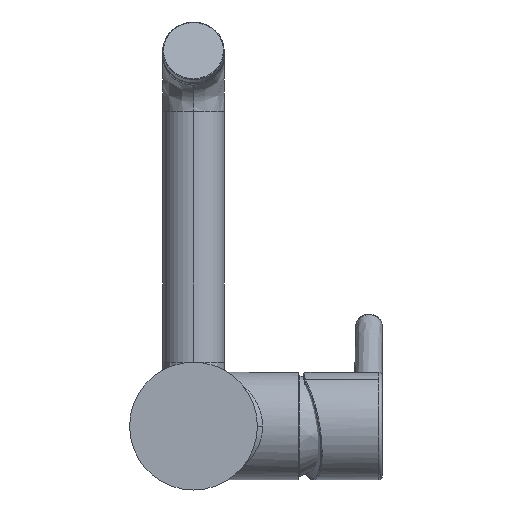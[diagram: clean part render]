
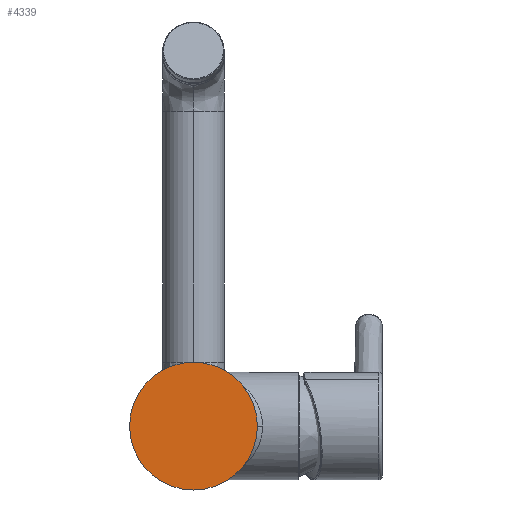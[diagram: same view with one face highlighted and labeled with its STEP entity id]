
A CAD part, front view. The second image highlights one B-rep face of the part: STEP entity #4339.
In plain terms, the highlighted planar face has unit normal (0, -1, 0).
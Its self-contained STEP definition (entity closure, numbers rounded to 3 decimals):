
#203 = DIRECTION ( 'NONE',  ( 0., 1., 0. ) ) ;
#388 = DIRECTION ( 'NONE',  ( 0., 1., 0. ) ) ;
#804 = CARTESIAN_POINT ( 'NONE',  ( 0., -5., 0. ) ) ;
#1105 = DIRECTION ( 'NONE',  ( 1., 0., 0. ) ) ;
#1728 = DIRECTION ( 'NONE',  ( 0., 1., 0. ) ) ;
#2620 = CIRCLE ( 'NONE', #3818, 25. ) ;
#3538 = VERTEX_POINT ( 'NONE', #8325 ) ;
#3572 = EDGE_CURVE ( 'NONE', #3538, #9919, #6103, .T. ) ;
#3809 = EDGE_LOOP ( 'NONE', ( #4866, #4324 ) ) ;
#3818 = AXIS2_PLACEMENT_3D ( 'NONE', #804, #1728, #11400 ) ;
#3873 = CARTESIAN_POINT ( 'NONE',  ( 0., -5., 0. ) ) ;
#4324 = ORIENTED_EDGE ( 'NONE', *, *, #3572, .F. ) ;
#4339 = ADVANCED_FACE ( 'NONE', ( #6497 ), #10705, .F. ) ;
#4866 = ORIENTED_EDGE ( 'NONE', *, *, #9947, .F. ) ;
#5843 = AXIS2_PLACEMENT_3D ( 'NONE', #3873, #388, #10919 ) ;
#6103 = CIRCLE ( 'NONE', #5843, 25. ) ;
#6497 = FACE_OUTER_BOUND ( 'NONE', #3809, .T. ) ;
#8181 = CARTESIAN_POINT ( 'NONE',  ( 0., -5., 0. ) ) ;
#8325 = CARTESIAN_POINT ( 'NONE',  ( 25., -5., 0. ) ) ;
#8820 = AXIS2_PLACEMENT_3D ( 'NONE', #8181, #203, #1105 ) ;
#9919 = VERTEX_POINT ( 'NONE', #11325 ) ;
#9947 = EDGE_CURVE ( 'NONE', #9919, #3538, #2620, .T. ) ;
#10705 = PLANE ( 'NONE',  #8820 ) ;
#10919 = DIRECTION ( 'NONE',  ( 1., 0., 0. ) ) ;
#11325 = CARTESIAN_POINT ( 'NONE',  ( -25., -5., 0. ) ) ;
#11400 = DIRECTION ( 'NONE',  ( 1., 0., 0. ) ) ;
